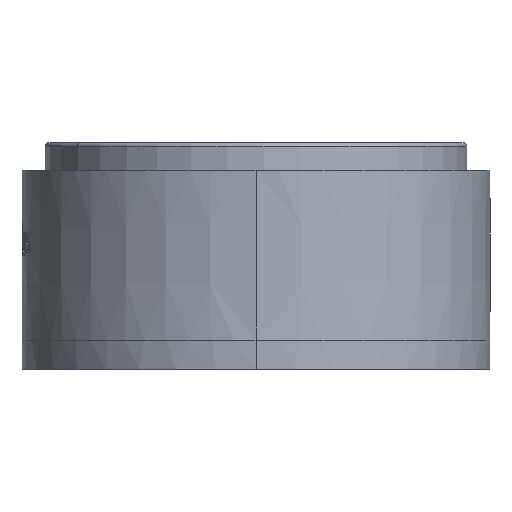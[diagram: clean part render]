
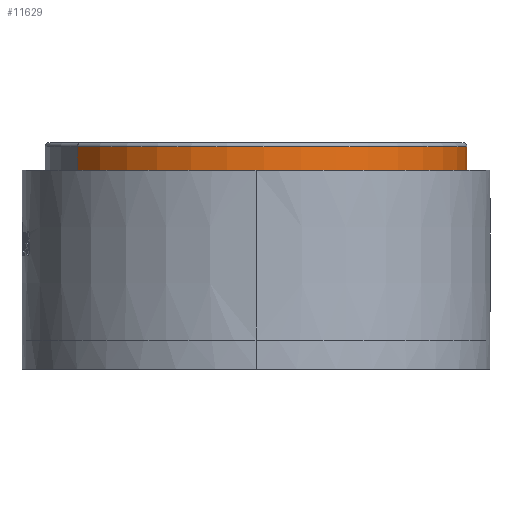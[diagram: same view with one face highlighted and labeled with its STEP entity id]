
A CAD part, left-side view. The second image highlights one B-rep face of the part: STEP entity #11629.
In plain terms, the highlighted cylindrical face has radius 535 mm (diameter 1070 mm), a partial arc.
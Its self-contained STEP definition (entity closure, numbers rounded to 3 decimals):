
#1013 = CARTESIAN_POINT ( 'NONE',  ( -284.901, 452.831, 430. ) ) ;
#1410 = DIRECTION ( 'NONE',  ( -0.533, 0.846, 0. ) ) ;
#2055 = DIRECTION ( 'NONE',  ( 0., 0., -1. ) ) ;
#2396 = VERTEX_POINT ( 'NONE', #8370 ) ;
#2983 = ORIENTED_EDGE ( 'NONE', *, *, #14012, .F. ) ;
#3444 = CARTESIAN_POINT ( 'NONE',  ( 284.901, -452.831, 430. ) ) ;
#4387 = LINE ( 'NONE', #1013, #21891 ) ;
#4487 = AXIS2_PLACEMENT_3D ( 'NONE', #17512, #2055, #8935 ) ;
#4889 = VERTEX_POINT ( 'NONE', #15314 ) ;
#5858 = CARTESIAN_POINT ( 'NONE',  ( 0., 0., 430. ) ) ;
#6277 = EDGE_CURVE ( 'NONE', #4889, #2396, #7056, .T. ) ;
#6715 = DIRECTION ( 'NONE',  ( 0., 0., -1. ) ) ;
#7019 = AXIS2_PLACEMENT_3D ( 'NONE', #5858, #12960, #16355 ) ;
#7056 = LINE ( 'NONE', #3444, #10688 ) ;
#8370 = CARTESIAN_POINT ( 'NONE',  ( 284.901, -452.831, 430. ) ) ;
#8825 = ORIENTED_EDGE ( 'NONE', *, *, #21338, .T. ) ;
#8935 = DIRECTION ( 'NONE',  ( -0.533, 0.846, 0. ) ) ;
#10616 = CYLINDRICAL_SURFACE ( 'NONE', #4487, 535. ) ;
#10688 = VECTOR ( 'NONE', #6715, 1000. ) ;
#11572 = DIRECTION ( 'NONE',  ( 0., 0., -1. ) ) ;
#11629 = ADVANCED_FACE ( 'NONE', ( #19211 ), #10616, .T. ) ;
#12960 = DIRECTION ( 'NONE',  ( 0., 0., -1. ) ) ;
#13025 = EDGE_LOOP ( 'NONE', ( #13785, #8825, #13839, #2983 ) ) ;
#13785 = ORIENTED_EDGE ( 'NONE', *, *, #6277, .F. ) ;
#13839 = ORIENTED_EDGE ( 'NONE', *, *, #15062, .T. ) ;
#14012 = EDGE_CURVE ( 'NONE', #2396, #16746, #16754, .T. ) ;
#15048 = AXIS2_PLACEMENT_3D ( 'NONE', #20266, #11572, #1410 ) ;
#15062 = EDGE_CURVE ( 'NONE', #21082, #16746, #4387, .T. ) ;
#15109 = CARTESIAN_POINT ( 'NONE',  ( -284.901, 452.831, 490. ) ) ;
#15314 = CARTESIAN_POINT ( 'NONE',  ( 284.901, -452.831, 490. ) ) ;
#16257 = DIRECTION ( 'NONE',  ( 0., 0., -1. ) ) ;
#16355 = DIRECTION ( 'NONE',  ( -0.533, 0.846, 0. ) ) ;
#16746 = VERTEX_POINT ( 'NONE', #19459 ) ;
#16754 = CIRCLE ( 'NONE', #7019, 535. ) ;
#17512 = CARTESIAN_POINT ( 'NONE',  ( 0., 0., 430. ) ) ;
#19211 = FACE_OUTER_BOUND ( 'NONE', #13025, .T. ) ;
#19459 = CARTESIAN_POINT ( 'NONE',  ( -284.901, 452.831, 430. ) ) ;
#20105 = CIRCLE ( 'NONE', #15048, 535. ) ;
#20266 = CARTESIAN_POINT ( 'NONE',  ( 0., 0., 490. ) ) ;
#21082 = VERTEX_POINT ( 'NONE', #15109 ) ;
#21338 = EDGE_CURVE ( 'NONE', #4889, #21082, #20105, .T. ) ;
#21891 = VECTOR ( 'NONE', #16257, 1000. ) ;
